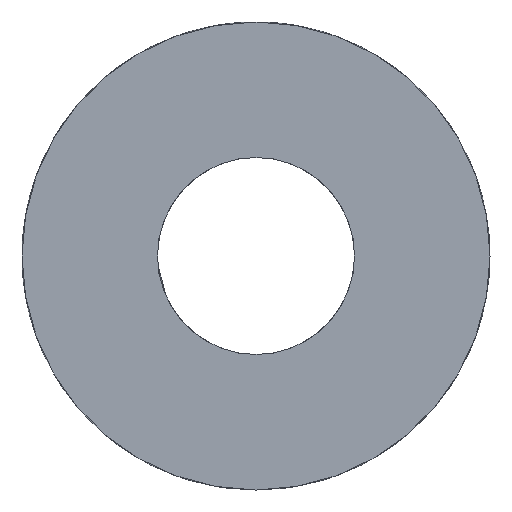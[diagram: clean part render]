
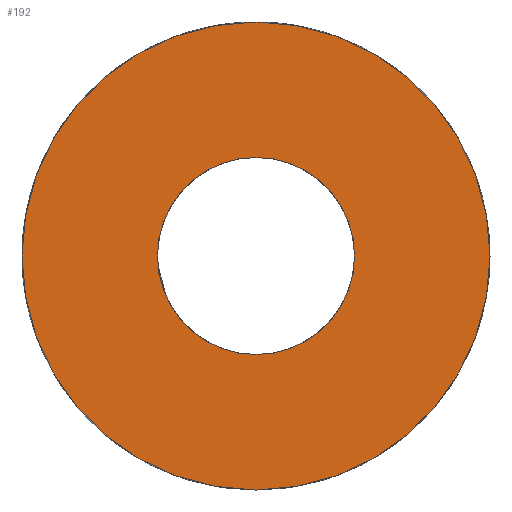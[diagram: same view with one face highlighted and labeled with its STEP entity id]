
A CAD part, left-side view. The second image highlights one B-rep face of the part: STEP entity #192.
In plain terms, the highlighted planar face has unit normal (-1, 0, 0).
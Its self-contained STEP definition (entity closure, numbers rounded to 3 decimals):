
#138 = VERTEX_POINT ( 'NONE', #2364 ) ;
#148 = CIRCLE ( 'NONE', #1866, 9.5 ) ;
#192 = ADVANCED_FACE ( 'NONE', ( #3202, #1508 ), #648, .F. ) ;
#487 = DIRECTION ( 'NONE',  ( 0., 0., 1. ) ) ;
#504 = DIRECTION ( 'NONE',  ( -1., 0., 0. ) ) ;
#516 = CARTESIAN_POINT ( 'NONE',  ( -12., 0., 0. ) ) ;
#606 = DIRECTION ( 'NONE',  ( 1., 0., 0. ) ) ;
#626 = CARTESIAN_POINT ( 'NONE',  ( -12., 0., 0. ) ) ;
#648 = PLANE ( 'NONE',  #1826 ) ;
#660 = DIRECTION ( 'NONE',  ( 0., 0., -1. ) ) ;
#759 = CIRCLE ( 'NONE', #2938, 4. ) ;
#903 = VERTEX_POINT ( 'NONE', #4230 ) ;
#1116 = EDGE_CURVE ( 'NONE', #138, #903, #4028, .T. ) ;
#1189 = EDGE_CURVE ( 'NONE', #2672, #1399, #759, .T. ) ;
#1399 = VERTEX_POINT ( 'NONE', #2027 ) ;
#1508 = FACE_OUTER_BOUND ( 'NONE', #3978, .T. ) ;
#1789 = CIRCLE ( 'NONE', #3372, 4. ) ;
#1826 = AXIS2_PLACEMENT_3D ( 'NONE', #626, #606, #660 ) ;
#1866 = AXIS2_PLACEMENT_3D ( 'NONE', #3013, #3002, #2996 ) ;
#1905 = CARTESIAN_POINT ( 'NONE',  ( -12., 0., -4. ) ) ;
#2027 = CARTESIAN_POINT ( 'NONE',  ( -12., 0., 4. ) ) ;
#2315 = ORIENTED_EDGE ( 'NONE', *, *, #2533, .F. ) ;
#2316 = ORIENTED_EDGE ( 'NONE', *, *, #1189, .F. ) ;
#2325 = ORIENTED_EDGE ( 'NONE', *, *, #1116, .F. ) ;
#2329 = ORIENTED_EDGE ( 'NONE', *, *, #3638, .F. ) ;
#2352 = DIRECTION ( 'NONE',  ( 0., 0., -1. ) ) ;
#2360 = DIRECTION ( 'NONE',  ( 0., 0., 1. ) ) ;
#2364 = CARTESIAN_POINT ( 'NONE',  ( -12., 0., 9.5 ) ) ;
#2369 = DIRECTION ( 'NONE',  ( -1., 0., 0. ) ) ;
#2392 = DIRECTION ( 'NONE',  ( 1., 0., 0. ) ) ;
#2533 = EDGE_CURVE ( 'NONE', #903, #138, #148, .T. ) ;
#2650 = CARTESIAN_POINT ( 'NONE',  ( -12., 0., 0. ) ) ;
#2654 = CARTESIAN_POINT ( 'NONE',  ( -12., 0., 0. ) ) ;
#2672 = VERTEX_POINT ( 'NONE', #1905 ) ;
#2938 = AXIS2_PLACEMENT_3D ( 'NONE', #2654, #2369, #2360 ) ;
#2996 = DIRECTION ( 'NONE',  ( 0., 0., -1. ) ) ;
#3002 = DIRECTION ( 'NONE',  ( 1., 0., 0. ) ) ;
#3013 = CARTESIAN_POINT ( 'NONE',  ( -12., 0., 0. ) ) ;
#3077 = AXIS2_PLACEMENT_3D ( 'NONE', #2650, #2392, #2352 ) ;
#3202 = FACE_BOUND ( 'NONE', #4142, .T. ) ;
#3372 = AXIS2_PLACEMENT_3D ( 'NONE', #516, #504, #487 ) ;
#3638 = EDGE_CURVE ( 'NONE', #1399, #2672, #1789, .T. ) ;
#3978 = EDGE_LOOP ( 'NONE', ( #2315, #2325 ) ) ;
#4028 = CIRCLE ( 'NONE', #3077, 9.5 ) ;
#4142 = EDGE_LOOP ( 'NONE', ( #2329, #2316 ) ) ;
#4230 = CARTESIAN_POINT ( 'NONE',  ( -12., 0., -9.5 ) ) ;
